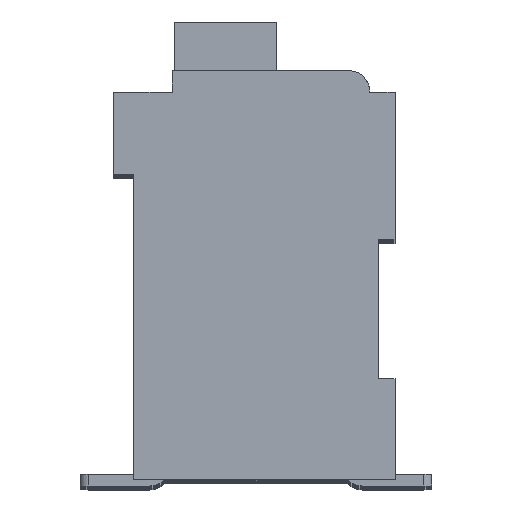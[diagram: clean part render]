
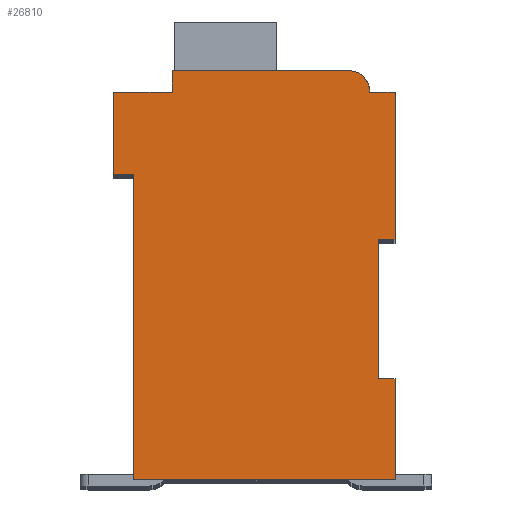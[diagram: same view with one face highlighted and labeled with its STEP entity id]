
A CAD part, top view. The second image highlights one B-rep face of the part: STEP entity #26810.
In plain terms, the highlighted planar face has unit normal (0, 0, 1).
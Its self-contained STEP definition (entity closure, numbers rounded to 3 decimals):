
#2610=DIRECTION('',(1.,0.,0.));
#2611=VECTOR('',#2610,0.5);
#2612=CARTESIAN_POINT('',(7.3,7.15,2.1));
#2613=LINE('',#2612,#2611);
#2614=DIRECTION('',(0.,1.,0.));
#2615=VECTOR('',#2614,4.15);
#2616=CARTESIAN_POINT('',(7.3,3.,2.1));
#2617=LINE('',#2616,#2615);
#2618=DIRECTION('',(-1.,0.,0.));
#2619=VECTOR('',#2618,0.5);
#2620=CARTESIAN_POINT('',(7.8,3.,2.1));
#2621=LINE('',#2620,#2619);
#2622=DIRECTION('',(0.,1.,0.));
#2623=VECTOR('',#2622,3.);
#2624=CARTESIAN_POINT('',(7.8,0.,2.1));
#2625=LINE('',#2624,#2623);
#2626=DIRECTION('',(1.,0.,0.));
#2627=VECTOR('',#2626,7.8);
#2628=CARTESIAN_POINT('',(0.,0.,2.1));
#2629=LINE('',#2628,#2627);
#2630=DIRECTION('',(0.,-1.,0.));
#2631=VECTOR('',#2630,9.1);
#2632=CARTESIAN_POINT('',(0.,9.1,2.1));
#2633=LINE('',#2632,#2631);
#2634=DIRECTION('',(1.,0.,0.));
#2635=VECTOR('',#2634,0.6);
#2636=CARTESIAN_POINT('',(-0.6,9.1,2.1));
#2637=LINE('',#2636,#2635);
#2638=DIRECTION('',(0.,-1.,0.));
#2639=VECTOR('',#2638,2.45);
#2640=CARTESIAN_POINT('',(-0.6,11.55,2.1));
#2641=LINE('',#2640,#2639);
#2642=DIRECTION('',(-1.,0.,0.));
#2643=VECTOR('',#2642,1.75);
#2644=CARTESIAN_POINT('',(1.15,11.55,2.1));
#2645=LINE('',#2644,#2643);
#2646=DIRECTION('',(0.,-1.,0.));
#2647=VECTOR('',#2646,0.65);
#2648=CARTESIAN_POINT('',(1.15,12.2,2.1));
#2649=LINE('',#2648,#2647);
#2650=DIRECTION('',(-1.,0.,0.));
#2651=VECTOR('',#2650,5.25);
#2652=CARTESIAN_POINT('',(6.4,12.2,2.1));
#2653=LINE('',#2652,#2651);
#2654=CARTESIAN_POINT('',(6.4,11.55,2.1));
#2655=DIRECTION('',(0.,0.,1.));
#2656=DIRECTION('',(1.,0.,0.));
#2657=AXIS2_PLACEMENT_3D('',#2654,#2655,#2656);
#2659=DIRECTION('',(-1.,0.,0.));
#2660=VECTOR('',#2659,0.75);
#2661=CARTESIAN_POINT('',(7.8,11.55,2.1));
#2662=LINE('',#2661,#2660);
#2663=DIRECTION('',(0.,1.,0.));
#2664=VECTOR('',#2663,4.4);
#2665=CARTESIAN_POINT('',(7.8,7.15,2.1));
#2666=LINE('',#2665,#2664);
#18691=CARTESIAN_POINT('',(7.3,7.15,2.1));
#18692=CARTESIAN_POINT('',(7.8,7.15,2.1));
#18693=VERTEX_POINT('',#18691);
#18694=VERTEX_POINT('',#18692);
#18695=CARTESIAN_POINT('',(7.8,11.55,2.1));
#18696=VERTEX_POINT('',#18695);
#18697=CARTESIAN_POINT('',(7.05,11.55,2.1));
#18698=VERTEX_POINT('',#18697);
#18699=CARTESIAN_POINT('',(6.4,12.2,2.1));
#18700=VERTEX_POINT('',#18699);
#18701=CARTESIAN_POINT('',(1.15,12.2,2.1));
#18702=VERTEX_POINT('',#18701);
#18703=CARTESIAN_POINT('',(1.15,11.55,2.1));
#18704=VERTEX_POINT('',#18703);
#18705=CARTESIAN_POINT('',(-0.6,11.55,2.1));
#18706=VERTEX_POINT('',#18705);
#18707=CARTESIAN_POINT('',(-0.6,9.1,2.1));
#18708=VERTEX_POINT('',#18707);
#18709=CARTESIAN_POINT('',(0.,9.1,2.1));
#18710=VERTEX_POINT('',#18709);
#18711=CARTESIAN_POINT('',(0.,0.,2.1));
#18712=VERTEX_POINT('',#18711);
#18713=CARTESIAN_POINT('',(7.8,0.,2.1));
#18714=VERTEX_POINT('',#18713);
#18715=CARTESIAN_POINT('',(7.8,3.,2.1));
#18716=VERTEX_POINT('',#18715);
#18717=CARTESIAN_POINT('',(7.3,3.,2.1));
#18718=VERTEX_POINT('',#18717);
#26780=CARTESIAN_POINT('',(0.,0.,2.1));
#26781=DIRECTION('',(0.,0.,1.));
#26782=DIRECTION('',(1.,0.,0.));
#26783=AXIS2_PLACEMENT_3D('',#26780,#26781,#26782);
#26784=PLANE('',#26783);
#26785=ORIENTED_EDGE('',*,*,#24524,.F.);
#26786=ORIENTED_EDGE('',*,*,#25447,.F.);
#26788=ORIENTED_EDGE('',*,*,#26787,.F.);
#26790=ORIENTED_EDGE('',*,*,#26789,.F.);
#26791=ORIENTED_EDGE('',*,*,#25957,.F.);
#26792=ORIENTED_EDGE('',*,*,#25786,.F.);
#26794=ORIENTED_EDGE('',*,*,#26793,.F.);
#26796=ORIENTED_EDGE('',*,*,#26795,.F.);
#26798=ORIENTED_EDGE('',*,*,#26797,.F.);
#26800=ORIENTED_EDGE('',*,*,#26799,.F.);
#26802=ORIENTED_EDGE('',*,*,#26801,.F.);
#26804=ORIENTED_EDGE('',*,*,#26803,.F.);
#26806=ORIENTED_EDGE('',*,*,#26805,.F.);
#26807=ORIENTED_EDGE('',*,*,#25023,.F.);
#26808=EDGE_LOOP('',(#26785,#26786,#26788,#26790,#26791,#26792,#26794,#26796,
#26798,#26800,#26802,#26804,#26806,#26807));
#26809=FACE_OUTER_BOUND('',#26808,.F.);
#2658=CIRCLE('',#2657,0.65);
#24524=EDGE_CURVE('',#18693,#18694,#2613,.T.);
#25023=EDGE_CURVE('',#18694,#18696,#2666,.T.);
#25447=EDGE_CURVE('',#18718,#18693,#2617,.T.);
#25786=EDGE_CURVE('',#18710,#18712,#2633,.T.);
#25957=EDGE_CURVE('',#18712,#18714,#2629,.T.);
#26787=EDGE_CURVE('',#18716,#18718,#2621,.T.);
#26789=EDGE_CURVE('',#18714,#18716,#2625,.T.);
#26793=EDGE_CURVE('',#18708,#18710,#2637,.T.);
#26795=EDGE_CURVE('',#18706,#18708,#2641,.T.);
#26797=EDGE_CURVE('',#18704,#18706,#2645,.T.);
#26799=EDGE_CURVE('',#18702,#18704,#2649,.T.);
#26801=EDGE_CURVE('',#18700,#18702,#2653,.T.);
#26803=EDGE_CURVE('',#18698,#18700,#2658,.T.);
#26805=EDGE_CURVE('',#18696,#18698,#2662,.T.);
#26810=ADVANCED_FACE('',(#26809),#26784,.T.);
